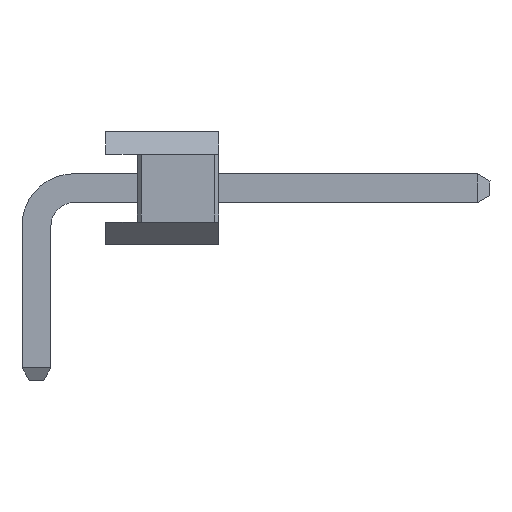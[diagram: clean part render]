
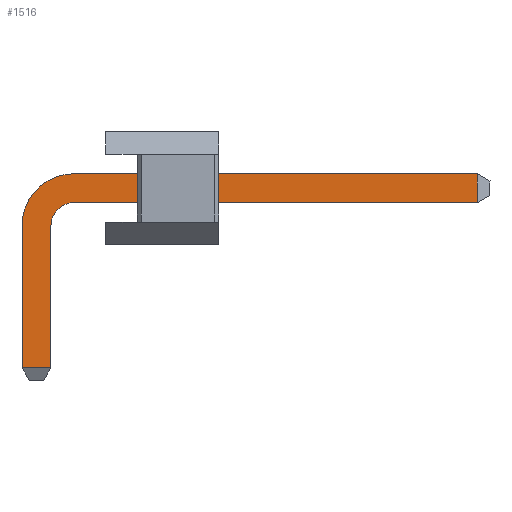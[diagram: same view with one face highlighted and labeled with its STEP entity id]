
A CAD part, left-side view. The second image highlights one B-rep face of the part: STEP entity #1516.
In plain terms, the highlighted planar face has unit normal (-1, 0, 0).
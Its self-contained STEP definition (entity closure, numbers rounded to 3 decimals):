
#1516=ADVANCED_FACE('',(#2584),#2586,.T.);
#2584=FACE_BOUND('',#2585,.T.);
#2585=EDGE_LOOP('',(#3308,#3309,#3310,#3311,#3312,#3313,#3314,#3315));
#2586=PLANE('',#2587);
#2587=AXIS2_PLACEMENT_3D('',#2588,#2589,#2590);
#2588=CARTESIAN_POINT('',(-0.32,-0.32,0.));
#2589=DIRECTION('',(-1.,0.,0.));
#2590=DIRECTION('',(0.,1.,0.));
#3308=ORIENTED_EDGE('',*,*,#3687,.F.);
#3309=ORIENTED_EDGE('',*,*,#3688,.F.);
#3310=ORIENTED_EDGE('',*,*,#3689,.F.);
#3311=ORIENTED_EDGE('',*,*,#3690,.T.);
#3312=ORIENTED_EDGE('',*,*,#3691,.F.);
#3313=ORIENTED_EDGE('',*,*,#3686,.F.);
#3314=ORIENTED_EDGE('',*,*,#3692,.T.);
#3315=ORIENTED_EDGE('',*,*,#3693,.T.);
#3686=EDGE_CURVE('',#4206,#4204,#4208,.T.);
#3687=EDGE_CURVE('',#4209,#4210,#4211,.T.);
#3688=EDGE_CURVE('',#4212,#4209,#4213,.T.);
#3689=EDGE_CURVE('',#4214,#4212,#4215,.T.);
#3690=EDGE_CURVE('',#4214,#4216,#4217,.T.);
#3691=EDGE_CURVE('',#4204,#4216,#4218,.T.);
#3692=EDGE_CURVE('',#4206,#4219,#4220,.T.);
#3693=EDGE_CURVE('',#4219,#4210,#4221,.T.);
#4204=VERTEX_POINT('',#5358);
#4206=VERTEX_POINT('',#5362);
#4208=LINE('',#5366,#5367);
#4209=VERTEX_POINT('',#5369);
#4210=VERTEX_POINT('',#5370);
#4211=LINE('',#5371,#5372);
#4212=VERTEX_POINT('',#5374);
#4213=LINE('',#5375,#5376);
#4214=VERTEX_POINT('',#5378);
#4215=CIRCLE('',#5379,1.152);
#4216=VERTEX_POINT('',#5383);
#4217=LINE('',#5384,#5385);
#4218=LINE('',#5387,#5388);
#4219=VERTEX_POINT('',#5390);
#4220=CIRCLE('',#5391,0.512);
#4221=LINE('',#5395,#5396);
#5358=CARTESIAN_POINT('',(-0.32,-0.32,-2.723));
#5362=CARTESIAN_POINT('',(-0.32,-0.32,0.418));
#5366=CARTESIAN_POINT('',(-0.32,-0.32,0.418));
#5367=VECTOR('',#5368,1.);
#5368=DIRECTION('',(0.,0.,-1.));
#5369=CARTESIAN_POINT('',(-0.32,-9.753,1.57));
#5370=CARTESIAN_POINT('',(-0.32,-9.753,0.93));
#5371=CARTESIAN_POINT('',(-0.32,-9.753,1.57));
#5372=VECTOR('',#5373,1.);
#5373=DIRECTION('',(0.,0.,-1.));
#5374=CARTESIAN_POINT('',(-0.32,-0.832,1.57));
#5375=CARTESIAN_POINT('',(-0.32,-0.832,1.57));
#5376=VECTOR('',#5377,1.);
#5377=DIRECTION('',(0.,-1.,0.));
#5378=CARTESIAN_POINT('',(-0.32,0.32,0.418));
#5379=AXIS2_PLACEMENT_3D('',#5380,#5381,#5382);
#5380=CARTESIAN_POINT('',(-0.32,-0.832,0.418));
#5381=DIRECTION('',(1.,0.,0.));
#5382=DIRECTION('',(0.,1.,0.));
#5383=CARTESIAN_POINT('',(-0.32,0.32,-2.723));
#5384=CARTESIAN_POINT('',(-0.32,0.32,0.418));
#5385=VECTOR('',#5386,1.);
#5386=DIRECTION('',(0.,0.,-1.));
#5387=CARTESIAN_POINT('',(-0.32,-0.32,-2.723));
#5388=VECTOR('',#5389,1.);
#5389=DIRECTION('',(0.,1.,0.));
#5390=CARTESIAN_POINT('',(-0.32,-0.832,0.93));
#5391=AXIS2_PLACEMENT_3D('',#5392,#5393,#5394);
#5392=CARTESIAN_POINT('',(-0.32,-0.832,0.418));
#5393=DIRECTION('',(1.,0.,0.));
#5394=DIRECTION('',(0.,1.,0.));
#5395=CARTESIAN_POINT('',(-0.32,-0.832,0.93));
#5396=VECTOR('',#5397,1.);
#5397=DIRECTION('',(0.,-1.,0.));
